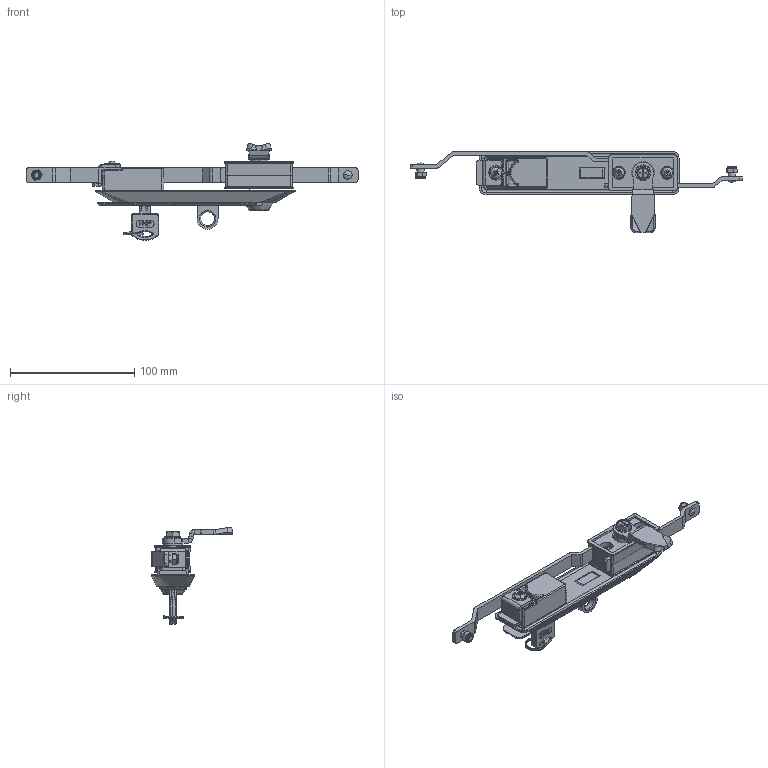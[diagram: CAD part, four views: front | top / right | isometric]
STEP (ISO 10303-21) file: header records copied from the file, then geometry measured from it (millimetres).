
FILE_DESCRIPTION (( 'STEP AP203' ), '1' );
FILE_NAME ('KI30.31.60.P.2.V.STEP', '2022-08-25T11:23:38', ( '' ), ( '' ), 'SwSTEP 2.0', 'SolidWorks 2021', '' );
FILE_SCHEMA (( 'CONFIG_CONTROL_DESIGN' ));
Length unit declared in the file: millimetre
Products named in the file (1): KI30.31.60.P.2.V
Bounding box: 267.52 x 65.81 x 78.18 mm (x, y, z)
Surface area: 47709.6 mm2 (no closed solid volume)
Topology: 0 solids, 33 shells, 752 faces, 2584 edges, 1824 vertices
Faces by surface type: plane 308, cylinder 168, bspline 151, torus 64, cone 55, sphere 6
Entity records: 37927 total; most frequent: CARTESIAN_POINT 18415, ORIENTED_EDGE 4213, DIRECTION 3173, EDGE_CURVE 2578, VERTEX_POINT 1824, AXIS2_PLACEMENT_3D 1091, VECTOR 991, LINE 991
